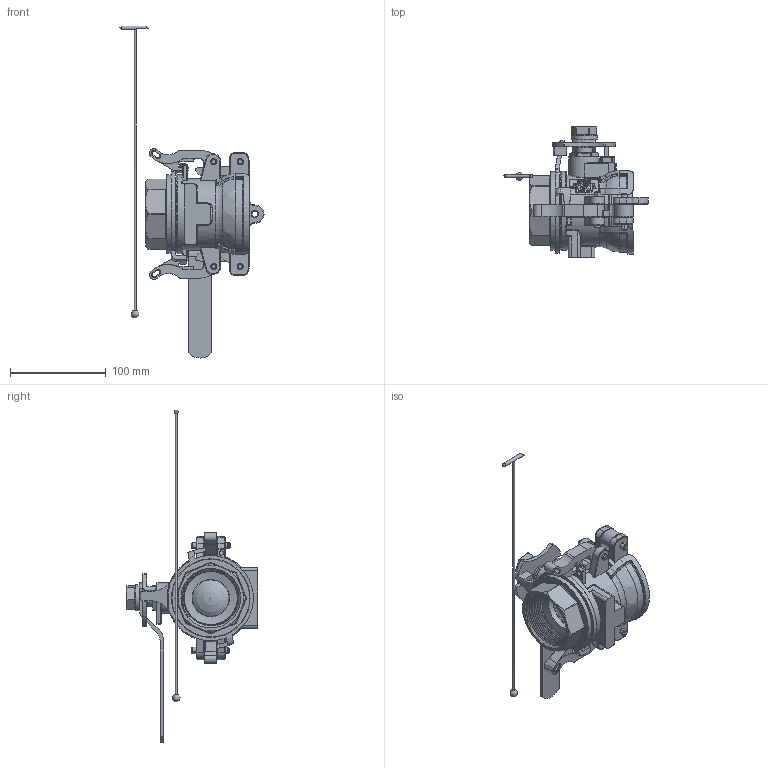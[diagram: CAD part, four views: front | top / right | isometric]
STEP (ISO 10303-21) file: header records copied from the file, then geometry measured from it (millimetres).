
FILE_DESCRIPTION(/* description */ ('2" SS FEMALE DRYMATE'),/* implementation_level */ '2;1');
FILE_NAME(/* name */ 'DM200DSS.stp',/* time_stamp */ '2021-01-06T14:45:18-05:00',/* author */ ('BDB'),/* organization */ (''),/* preprocessor_version */ 'ST-DEVELOPER v17.2',/* originating_system */ 'Autodesk Inventor 2019',/* authorisation */ '');
FILE_SCHEMA (('AUTOMOTIVE_DESIGN { 1 0 10303 214 3 1 1 }'));
Products named in the file (32): DM200DSS; DM15154FSS; DB20258; DB20281; DM15151SS; DM15153SS; DM15154SS; DM15204SS; DM15255FSS; DM15256FSS; DM15288SS; DM15288SSX; DM15289SS; DM200APL; DB20312AP; DB20312AX; DB20311V; DB20314; DM20300; 200P; DM200KX; DM20294A; V20207A; V20258; VSS15020; VSS15021; VSS15060; VSS15159; VSS15160; VSS15160M; VSS15160S; VSS15160F
Assembly tree (37 placements, depth 4):
  DM200DSS
    DM15154FSS
    200P  x2
    DB20258
    DB20281  x2
    DM15151SS
    DM15153SS
    DM15154SS
    DM15204SS
    DM15255FSS
    DM15256FSS
    DM15288SS
      DM15288SSX
    DM15289SS
    DM200APL
      DB20312AP
        DB20312AX
      DB20311V
      DB20314
      DM20300  x2
      200P  x2
    DM200KX  x2
    DM20294A
    V20207A
    V20258
    VSS15020
    VSS15021
    VSS15060
    VSS15159
    VSS15160
      VSS15160M
      VSS15160S
      VSS15160F
Bounding box: 150.25 x 137.19 x 346.32 mm (x, y, z)
Volume: 471102 mm3; surface area: 218854 mm2
Topology: 35 solids, 35 shells, 3041 faces, 8029 edges, 5241 vertices
Faces by surface type: plane 1200, bspline 855, cylinder 725, torus 121, cone 86, sphere 54
Full cylindrical faces by diameter (mm): 2.381 x1, 3.175 x3, 3.969 x1, 4.572 x1, 6.325 x4, 6.35 x9, 6.502 x4, 7.112 x3, 14.732 x8, 16.825 x2, 16.993 x1, 17.018 x3, 17.17 x1, 17.526 x2, 19.99 x1, 20.066 x1, 21.336 x1, 22.261 x2, 22.606 x1, 23.19 x3, 23.368 x4, 25.4 x7, 31.75 x1, 38.1 x3, 38.862 x1, 41.046 x1, 43.942 x1, 47.6 x1, 50.8 x2, 54.61 x2
Entity records: 124547 total; most frequent: CARTESIAN_POINT 55482, ORIENTED_EDGE 15300, DIRECTION 11220, EDGE_CURVE 7650, VERTEX_POINT 5010, AXIS2_PLACEMENT_3D 3782, LINE 3656, VECTOR 3656
